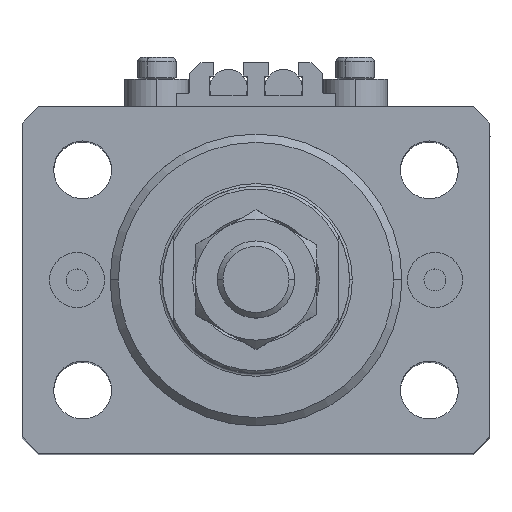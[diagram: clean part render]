
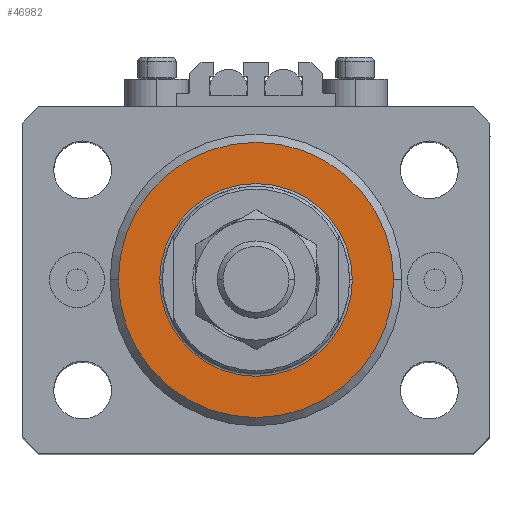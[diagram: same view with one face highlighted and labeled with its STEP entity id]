
A CAD part, top view. The second image highlights one B-rep face of the part: STEP entity #46982.
In plain terms, the highlighted face is planar.
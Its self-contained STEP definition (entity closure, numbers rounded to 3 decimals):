
#1036 = CARTESIAN_POINT ( 'NONE',  ( 0., 0., 0. ) ) ;
#1243 = FACE_BOUND ( 'NONE', #2027, .T. ) ;
#2027 = EDGE_LOOP ( 'NONE', ( #13496, #49190 ) ) ;
#2531 = VERTEX_POINT ( 'NONE', #17868 ) ;
#4344 = AXIS2_PLACEMENT_3D ( 'NONE', #8429, #23735, #47529 ) ;
#5760 = DIRECTION ( 'NONE',  ( 0., 0., 1. ) ) ;
#5814 = CARTESIAN_POINT ( 'NONE',  ( 17.5, 0., 0. ) ) ;
#7820 = EDGE_CURVE ( 'NONE', #2531, #27456, #37562, .T. ) ;
#8429 = CARTESIAN_POINT ( 'NONE',  ( 0., 0., 0. ) ) ;
#8677 = DIRECTION ( 'NONE',  ( 1., 0., 0. ) ) ;
#9527 = PLANE ( 'NONE',  #49421 ) ;
#12489 = CARTESIAN_POINT ( 'NONE',  ( 0., 0., 0. ) ) ;
#13496 = ORIENTED_EDGE ( 'NONE', *, *, #19240, .T. ) ;
#16309 = DIRECTION ( 'NONE',  ( 1., 0., 0. ) ) ;
#17080 = DIRECTION ( 'NONE',  ( 1., 0., 0. ) ) ;
#17312 = CARTESIAN_POINT ( 'NONE',  ( 25., 0., 0. ) ) ;
#17868 = CARTESIAN_POINT ( 'NONE',  ( -25., 0., 0. ) ) ;
#19240 = EDGE_CURVE ( 'NONE', #32801, #36707, #33816, .T. ) ;
#20566 = FACE_OUTER_BOUND ( 'NONE', #42990, .T. ) ;
#21261 = CIRCLE ( 'NONE', #47661, 17.5 ) ;
#23639 = DIRECTION ( 'NONE',  ( 0., 0., 1. ) ) ;
#23735 = DIRECTION ( 'NONE',  ( 0., 0., -1. ) ) ;
#27456 = VERTEX_POINT ( 'NONE', #17312 ) ;
#29253 = ORIENTED_EDGE ( 'NONE', *, *, #7820, .T. ) ;
#30550 = DIRECTION ( 'NONE',  ( 1., 0., 0. ) ) ;
#31158 = AXIS2_PLACEMENT_3D ( 'NONE', #31976, #39028, #8677 ) ;
#31976 = CARTESIAN_POINT ( 'NONE',  ( 0., 0., 0. ) ) ;
#32801 = VERTEX_POINT ( 'NONE', #5814 ) ;
#33170 = CIRCLE ( 'NONE', #4344, 25. ) ;
#33816 = CIRCLE ( 'NONE', #40188, 17.5 ) ;
#35847 = CARTESIAN_POINT ( 'NONE',  ( 0., 0., 0. ) ) ;
#36707 = VERTEX_POINT ( 'NONE', #45219 ) ;
#37562 = CIRCLE ( 'NONE', #31158, 25. ) ;
#39028 = DIRECTION ( 'NONE',  ( 0., 0., -1. ) ) ;
#39913 = EDGE_CURVE ( 'NONE', #27456, #2531, #33170, .T. ) ;
#40043 = ORIENTED_EDGE ( 'NONE', *, *, #39913, .T. ) ;
#40188 = AXIS2_PLACEMENT_3D ( 'NONE', #12489, #43076, #30550 ) ;
#41424 = EDGE_CURVE ( 'NONE', #36707, #32801, #21261, .T. ) ;
#42990 = EDGE_LOOP ( 'NONE', ( #40043, #29253 ) ) ;
#43076 = DIRECTION ( 'NONE',  ( 0., 0., 1. ) ) ;
#45219 = CARTESIAN_POINT ( 'NONE',  ( -17.5, 0., 0. ) ) ;
#46982 = ADVANCED_FACE ( 'NONE', ( #1243, #20566 ), #9527, .F. ) ;
#47529 = DIRECTION ( 'NONE',  ( 1., 0., 0. ) ) ;
#47661 = AXIS2_PLACEMENT_3D ( 'NONE', #1036, #23639, #17080 ) ;
#49190 = ORIENTED_EDGE ( 'NONE', *, *, #41424, .T. ) ;
#49421 = AXIS2_PLACEMENT_3D ( 'NONE', #35847, #5760, #16309 ) ;
